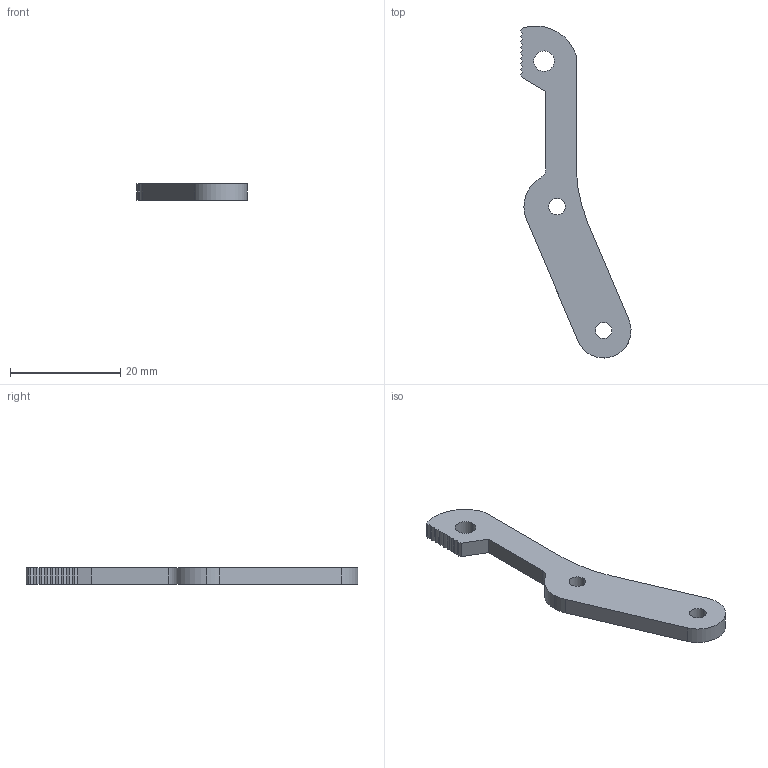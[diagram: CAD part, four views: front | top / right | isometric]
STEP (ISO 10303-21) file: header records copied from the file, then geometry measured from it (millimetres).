
FILE_DESCRIPTION (( 'STEP AP203' ), '1' );
FILE_NAME ('6dof_holder_Default_sldprt.STEP', '2022-03-13T07:50:46', ( '' ), ( '' ), 'SwSTEP 2.0', 'SolidWorks 2020', '' );
FILE_SCHEMA (( 'CONFIG_CONTROL_DESIGN' ));
Length unit declared in the file: millimetre
Products named in the file (1): 6dof_holder_Default_sldprt
Bounding box: 19.99 x 60.29 x 3 mm (x, y, z)
Volume: 1482.5 mm3; surface area: 1503.7 mm2
Topology: 1 solids, 1 shells, 37 faces, 105 edges, 70 vertices
Faces by surface type: plane 25, cylinder 12
Entity records: 1292 total; most frequent: CARTESIAN_POINT 213, ORIENTED_EDGE 210, DIRECTION 205, EDGE_CURVE 105, LINE 81, VECTOR 81, VERTEX_POINT 70, AXIS2_PLACEMENT_3D 62
